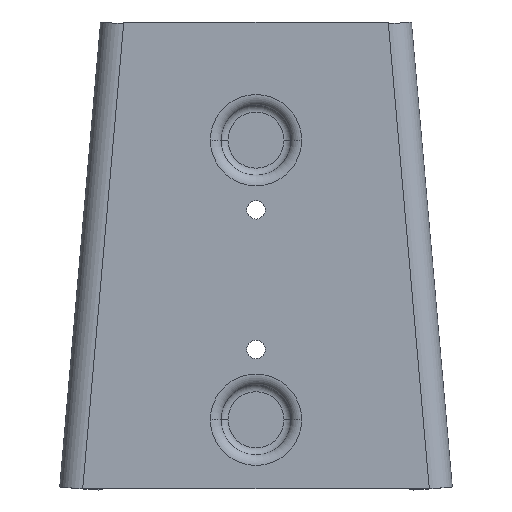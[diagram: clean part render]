
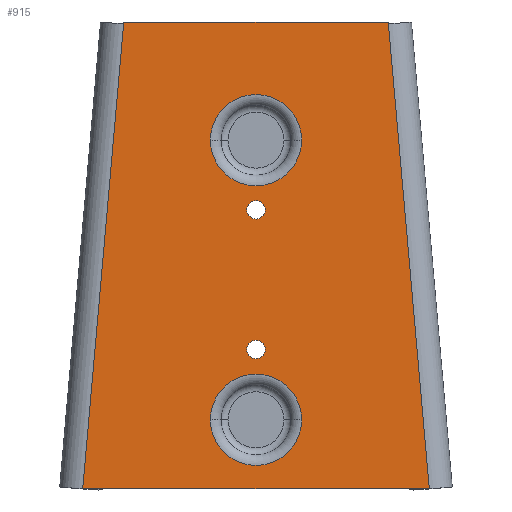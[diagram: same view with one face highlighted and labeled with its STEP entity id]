
A CAD part, front view. The second image highlights one B-rep face of the part: STEP entity #915.
In plain terms, the highlighted planar face has unit normal (0, -1, 0).
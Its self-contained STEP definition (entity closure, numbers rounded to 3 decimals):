
#53=DIRECTION('',(-1.,0.,0.));
#54=VECTOR('',#53,90.134);
#55=CARTESIAN_POINT('',(45.067,0.,-151.04));
#56=LINE('',#55,#54);
#57=DIRECTION('',(-0.087,0.,-0.996));
#58=VECTOR('',#57,0.527);
#59=CARTESIAN_POINT('',(-34.402,0.,-29.584));
#60=LINE('',#59,#58);
#61=DIRECTION('',(1.,0.,0.));
#62=VECTOR('',#61,68.804);
#63=CARTESIAN_POINT('',(-34.402,0.,-29.584));
#64=LINE('',#63,#62);
#65=DIRECTION('',(0.087,0.,-0.996));
#66=VECTOR('',#65,0.527);
#67=CARTESIAN_POINT('',(34.402,0.,-29.584));
#68=LINE('',#67,#66);
#69=CARTESIAN_POINT('',(0.,0.,-60.32));
#70=DIRECTION('',(0.,1.,0.));
#71=DIRECTION('',(1.,0.,0.));
#72=AXIS2_PLACEMENT_3D('',#69,#70,#71);
#74=CARTESIAN_POINT('',(0.,0.,-60.32));
#75=DIRECTION('',(0.,1.,0.));
#76=DIRECTION('',(-1.,0.,0.));
#77=AXIS2_PLACEMENT_3D('',#74,#75,#76);
#79=CARTESIAN_POINT('',(0.,0.,-133.04));
#80=DIRECTION('',(0.,1.,0.));
#81=DIRECTION('',(1.,0.,0.));
#82=AXIS2_PLACEMENT_3D('',#79,#80,#81);
#84=CARTESIAN_POINT('',(0.,0.,-133.04));
#85=DIRECTION('',(0.,1.,0.));
#86=DIRECTION('',(-1.,0.,0.));
#87=AXIS2_PLACEMENT_3D('',#84,#85,#86);
#89=CARTESIAN_POINT('',(0.,0.,-78.46));
#90=DIRECTION('',(0.,-1.,0.));
#91=DIRECTION('',(-1.,0.,0.));
#92=AXIS2_PLACEMENT_3D('',#89,#90,#91);
#94=CARTESIAN_POINT('',(0.,0.,-78.46));
#95=DIRECTION('',(0.,-1.,0.));
#96=DIRECTION('',(1.,0.,0.));
#97=AXIS2_PLACEMENT_3D('',#94,#95,#96);
#99=CARTESIAN_POINT('',(0.,0.,-114.75));
#100=DIRECTION('',(0.,-1.,0.));
#101=DIRECTION('',(-1.,0.,0.));
#102=AXIS2_PLACEMENT_3D('',#99,#100,#101);
#104=CARTESIAN_POINT('',(0.,0.,-114.75));
#105=DIRECTION('',(0.,-1.,0.));
#106=DIRECTION('',(1.,0.,0.));
#107=AXIS2_PLACEMENT_3D('',#104,#105,#106);
#109=DIRECTION('',(0.087,0.,-0.996));
#110=VECTOR('',#109,121.396);
#111=CARTESIAN_POINT('',(34.448,0.,-30.109));
#112=LINE('',#111,#110);
#153=DIRECTION('',(0.087,0.,0.996));
#154=VECTOR('',#153,121.396);
#155=CARTESIAN_POINT('',(-45.067,0.,-151.04));
#156=LINE('',#155,#154);
#709=CARTESIAN_POINT('',(-45.067,0.,-151.04));
#711=VERTEX_POINT('',#709);
#721=CARTESIAN_POINT('',(45.067,0.,-151.04));
#722=VERTEX_POINT('',#721);
#757=CARTESIAN_POINT('',(-2.38,0.,-78.46));
#758=CARTESIAN_POINT('',(2.38,0.,-78.46));
#759=VERTEX_POINT('',#757);
#760=VERTEX_POINT('',#758);
#761=CARTESIAN_POINT('',(-2.38,0.,-114.75));
#762=CARTESIAN_POINT('',(2.38,0.,-114.75));
#763=VERTEX_POINT('',#761);
#764=VERTEX_POINT('',#762);
#821=CARTESIAN_POINT('',(-34.448,0.,-30.109));
#822=VERTEX_POINT('',#821);
#823=CARTESIAN_POINT('',(34.448,0.,-30.109));
#824=VERTEX_POINT('',#823);
#825=CARTESIAN_POINT('',(-34.402,0.,-29.584));
#826=CARTESIAN_POINT('',(34.402,0.,-29.584));
#827=VERTEX_POINT('',#825);
#828=VERTEX_POINT('',#826);
#833=CARTESIAN_POINT('',(11.875,0.,-60.32));
#834=CARTESIAN_POINT('',(-11.875,0.,-60.32));
#835=VERTEX_POINT('',#833);
#836=VERTEX_POINT('',#834);
#837=CARTESIAN_POINT('',(11.875,0.,-133.04));
#838=CARTESIAN_POINT('',(-11.875,0.,-133.04));
#839=VERTEX_POINT('',#837);
#840=VERTEX_POINT('',#838);
#872=CARTESIAN_POINT('',(0.,0.,0.));
#873=DIRECTION('',(0.,1.,0.));
#874=DIRECTION('',(1.,0.,0.));
#875=AXIS2_PLACEMENT_3D('',#872,#873,#874);
#876=PLANE('',#875);
#878=ORIENTED_EDGE('',*,*,#877,.T.);
#880=ORIENTED_EDGE('',*,*,#879,.T.);
#882=ORIENTED_EDGE('',*,*,#881,.T.);
#884=ORIENTED_EDGE('',*,*,#883,.F.);
#886=ORIENTED_EDGE('',*,*,#885,.T.);
#888=ORIENTED_EDGE('',*,*,#887,.T.);
#889=EDGE_LOOP('',(#878,#880,#882,#884,#886,#888));
#890=FACE_OUTER_BOUND('',#889,.F.);
#892=ORIENTED_EDGE('',*,*,#891,.F.);
#894=ORIENTED_EDGE('',*,*,#893,.F.);
#895=EDGE_LOOP('',(#892,#894));
#896=FACE_BOUND('',#895,.F.);
#898=ORIENTED_EDGE('',*,*,#897,.F.);
#900=ORIENTED_EDGE('',*,*,#899,.F.);
#901=EDGE_LOOP('',(#898,#900));
#902=FACE_BOUND('',#901,.F.);
#904=ORIENTED_EDGE('',*,*,#903,.T.);
#906=ORIENTED_EDGE('',*,*,#905,.T.);
#907=EDGE_LOOP('',(#904,#906));
#908=FACE_BOUND('',#907,.F.);
#910=ORIENTED_EDGE('',*,*,#909,.T.);
#912=ORIENTED_EDGE('',*,*,#911,.T.);
#913=EDGE_LOOP('',(#910,#912));
#914=FACE_BOUND('',#913,.F.);
#73=CIRCLE('',#72,11.875);
#78=CIRCLE('',#77,11.875);
#83=CIRCLE('',#82,11.875);
#88=CIRCLE('',#87,11.875);
#93=CIRCLE('',#92,2.38);
#98=CIRCLE('',#97,2.38);
#103=CIRCLE('',#102,2.38);
#108=CIRCLE('',#107,2.38);
#877=EDGE_CURVE('',#824,#722,#112,.T.);
#879=EDGE_CURVE('',#722,#711,#56,.T.);
#881=EDGE_CURVE('',#711,#822,#156,.T.);
#883=EDGE_CURVE('',#827,#822,#60,.T.);
#885=EDGE_CURVE('',#827,#828,#64,.T.);
#887=EDGE_CURVE('',#828,#824,#68,.T.);
#891=EDGE_CURVE('',#835,#836,#73,.T.);
#893=EDGE_CURVE('',#836,#835,#78,.T.);
#897=EDGE_CURVE('',#839,#840,#83,.T.);
#899=EDGE_CURVE('',#840,#839,#88,.T.);
#903=EDGE_CURVE('',#759,#760,#93,.T.);
#905=EDGE_CURVE('',#760,#759,#98,.T.);
#909=EDGE_CURVE('',#763,#764,#103,.T.);
#911=EDGE_CURVE('',#764,#763,#108,.T.);
#915=ADVANCED_FACE('',(#890,#896,#902,#908,#914),#876,.F.);
